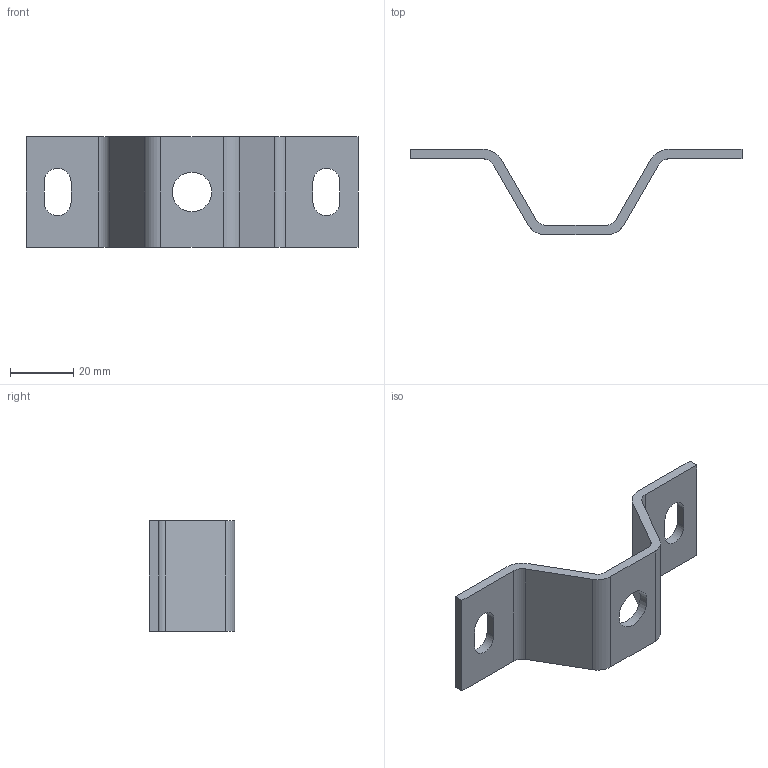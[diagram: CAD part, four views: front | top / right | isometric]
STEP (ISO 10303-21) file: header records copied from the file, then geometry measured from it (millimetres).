
FILE_DESCRIPTION(/* description */ (''),/* implementation_level */ '2;1');
FILE_NAME(/* name */ '5044.stp',/* time_stamp */ '2017-01-17T13:45:03+01:00',/* author */ ('Giuliano'),/* organization */ (''),/* preprocessor_version */ 'ST-DEVELOPER v16.5',/* originating_system */ 'Autodesk Inventor 2017',/* authorisation */ '');
FILE_SCHEMA (('AUTOMOTIVE_DESIGN { 1 0 10303 214 3 1 1 }'));
Length unit declared in the file: millimetre
Products named in the file (1): 5044
Bounding box: 105 x 27 x 35 mm (x, y, z)
Volume: 12669 mm3; surface area: 9795.4 mm2
Topology: 1 solids, 1 shells, 31 faces, 88 edges, 59 vertices
Faces by surface type: plane 18, cylinder 13
Full cylindrical faces by diameter (mm): 12.5 x1
Entity records: 1044 total; most frequent: DIRECTION 176, CARTESIAN_POINT 176, ORIENTED_EDGE 172, EDGE_CURVE 86, LINE 60, VECTOR 60, VERTEX_POINT 58, AXIS2_PLACEMENT_3D 58
